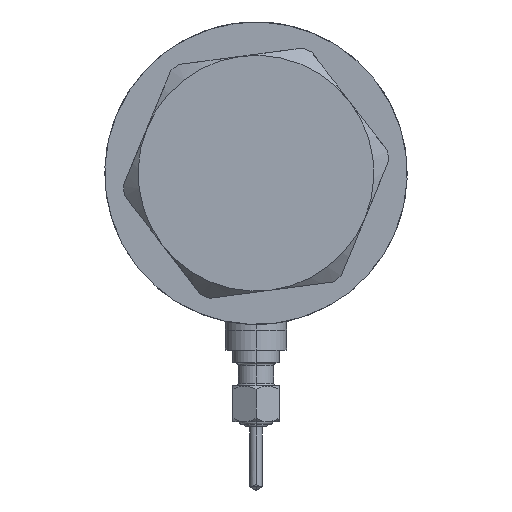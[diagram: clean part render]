
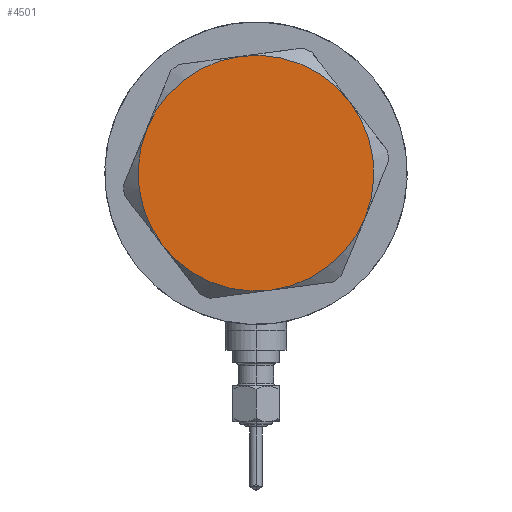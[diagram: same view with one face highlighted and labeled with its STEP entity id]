
A CAD part, left-side view. The second image highlights one B-rep face of the part: STEP entity #4501.
In plain terms, the highlighted face is planar.
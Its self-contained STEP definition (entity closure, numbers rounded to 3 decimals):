
#5 = DIRECTION ( 'NONE',  ( 0., 0., 1. ) ) ;
#54 = ORIENTED_EDGE ( 'NONE', *, *, #5499, .T. ) ;
#96 = ORIENTED_EDGE ( 'NONE', *, *, #6333, .T. ) ;
#118 = ORIENTED_EDGE ( 'NONE', *, *, #4392, .T. ) ;
#137 = DIRECTION ( 'NONE',  ( 1., 0., 0. ) ) ;
#290 = DIRECTION ( 'NONE',  ( 0., 0., 1. ) ) ;
#396 = DIRECTION ( 'NONE',  ( 1., 0., 0. ) ) ;
#416 = CARTESIAN_POINT ( 'NONE',  ( 23., 0., 13. ) ) ;
#449 = DIRECTION ( 'NONE',  ( 0., 0., 1. ) ) ;
#471 = CARTESIAN_POINT ( 'NONE',  ( 0., 0., 13. ) ) ;
#474 = EDGE_LOOP ( 'NONE', ( #118, #4535, #4312, #96, #2992, #54 ) ) ;
#517 = CARTESIAN_POINT ( 'NONE',  ( 0., 0., 13. ) ) ;
#569 = PLANE ( 'NONE',  #6101 ) ;
#846 = CARTESIAN_POINT ( 'NONE',  ( -23., 0., 13. ) ) ;
#1203 = VERTEX_POINT ( 'NONE', #3003 ) ;
#1292 = EDGE_CURVE ( 'NONE', #3451, #3552, #4004, .T. ) ;
#1424 = DIRECTION ( 'NONE',  ( 0., 0., 1. ) ) ;
#1687 = DIRECTION ( 'NONE',  ( 0., 0., 1. ) ) ;
#1806 = CARTESIAN_POINT ( 'NONE',  ( 0., 0., 13. ) ) ;
#1931 = CIRCLE ( 'NONE', #5590, 23. ) ;
#2025 = AXIS2_PLACEMENT_3D ( 'NONE', #471, #5, #3101 ) ;
#2104 = DIRECTION ( 'NONE',  ( 1., 0., 0. ) ) ;
#2198 = CARTESIAN_POINT ( 'NONE',  ( -11.5, 19.919, 13. ) ) ;
#2328 = DIRECTION ( 'NONE',  ( 1., 0., 0. ) ) ;
#2450 = CIRCLE ( 'NONE', #6113, 23. ) ;
#2536 = FACE_OUTER_BOUND ( 'NONE', #474, .T. ) ;
#2549 = CIRCLE ( 'NONE', #3782, 23. ) ;
#2579 = CARTESIAN_POINT ( 'NONE',  ( 0., 0., 13. ) ) ;
#2758 = CARTESIAN_POINT ( 'NONE',  ( -11.5, -19.919, 13. ) ) ;
#2882 = CARTESIAN_POINT ( 'NONE',  ( 0., 0., 13. ) ) ;
#2892 = CARTESIAN_POINT ( 'NONE',  ( 0., 0., 13. ) ) ;
#2992 = ORIENTED_EDGE ( 'NONE', *, *, #3704, .T. ) ;
#3003 = CARTESIAN_POINT ( 'NONE',  ( 11.5, -19.919, 13. ) ) ;
#3068 = AXIS2_PLACEMENT_3D ( 'NONE', #2892, #1424, #396 ) ;
#3101 = DIRECTION ( 'NONE',  ( 1., 0., 0. ) ) ;
#3221 = CIRCLE ( 'NONE', #5627, 23. ) ;
#3451 = VERTEX_POINT ( 'NONE', #4033 ) ;
#3552 = VERTEX_POINT ( 'NONE', #2198 ) ;
#3553 = VERTEX_POINT ( 'NONE', #846 ) ;
#3658 = VERTEX_POINT ( 'NONE', #416 ) ;
#3704 = EDGE_CURVE ( 'NONE', #3553, #5626, #3221, .T. ) ;
#3782 = AXIS2_PLACEMENT_3D ( 'NONE', #1806, #290, #2328 ) ;
#4004 = CIRCLE ( 'NONE', #2025, 23. ) ;
#4033 = CARTESIAN_POINT ( 'NONE',  ( 11.5, 19.919, 13. ) ) ;
#4312 = ORIENTED_EDGE ( 'NONE', *, *, #1292, .T. ) ;
#4392 = EDGE_CURVE ( 'NONE', #1203, #3658, #6196, .T. ) ;
#4442 = DIRECTION ( 'NONE',  ( 1., 0., 0. ) ) ;
#4501 = ADVANCED_FACE ( 'NONE', ( #2536 ), #569, .T. ) ;
#4525 = CARTESIAN_POINT ( 'NONE',  ( 0., 0., 13. ) ) ;
#4535 = ORIENTED_EDGE ( 'NONE', *, *, #4604, .T. ) ;
#4604 = EDGE_CURVE ( 'NONE', #3658, #3451, #2549, .T. ) ;
#4641 = DIRECTION ( 'NONE',  ( 1., 0., 0. ) ) ;
#5127 = DIRECTION ( 'NONE',  ( 0., 0., 1. ) ) ;
#5499 = EDGE_CURVE ( 'NONE', #5626, #1203, #2450, .T. ) ;
#5590 = AXIS2_PLACEMENT_3D ( 'NONE', #517, #6056, #4641 ) ;
#5626 = VERTEX_POINT ( 'NONE', #2758 ) ;
#5627 = AXIS2_PLACEMENT_3D ( 'NONE', #2882, #449, #4442 ) ;
#6056 = DIRECTION ( 'NONE',  ( 0., 0., 1. ) ) ;
#6101 = AXIS2_PLACEMENT_3D ( 'NONE', #4525, #1687, #2104 ) ;
#6113 = AXIS2_PLACEMENT_3D ( 'NONE', #2579, #5127, #137 ) ;
#6196 = CIRCLE ( 'NONE', #3068, 23. ) ;
#6333 = EDGE_CURVE ( 'NONE', #3552, #3553, #1931, .T. ) ;
